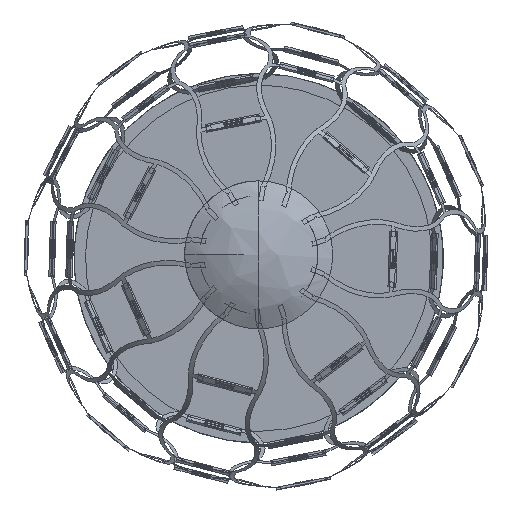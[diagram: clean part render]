
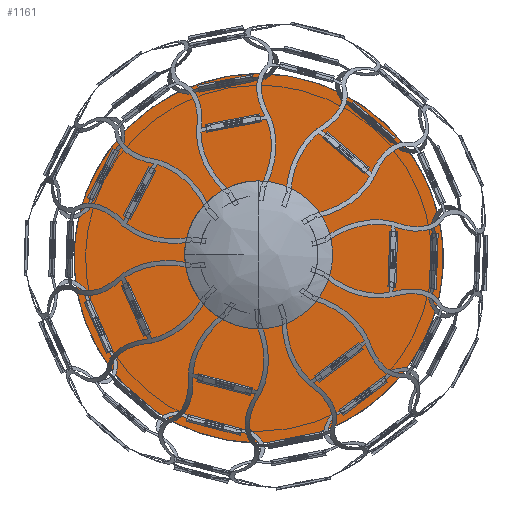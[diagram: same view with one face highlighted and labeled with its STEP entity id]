
A CAD part, top view. The second image highlights one B-rep face of the part: STEP entity #1161.
In plain terms, the highlighted planar face has unit normal (0, 0, 1).
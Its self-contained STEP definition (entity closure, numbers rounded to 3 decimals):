
#112=FACE_BOUND('',#2831,.T.);
#117=PLANE('',#14468);
#1161=ADVANCED_FACE('',(#1995,#112),#117,.T.);
#1995=FACE_OUTER_BOUND('',#2830,.T.);
#2830=EDGE_LOOP('',(#4317,#4318));
#2831=EDGE_LOOP('',(#4319,#4320));
#4317=ORIENTED_EDGE('',*,*,#8199,.F.);
#4318=ORIENTED_EDGE('',*,*,#8202,.F.);
#4319=ORIENTED_EDGE('',*,*,#8208,.F.);
#4320=ORIENTED_EDGE('',*,*,#8206,.F.);
#8199=EDGE_CURVE('',#13128,#13127,#10097,.T.);
#8202=EDGE_CURVE('',#13127,#13128,#10100,.T.);
#8206=EDGE_CURVE('',#13130,#13129,#10102,.T.);
#8208=EDGE_CURVE('',#13129,#13130,#10104,.T.);
#10097=(
BOUNDED_CURVE()
B_SPLINE_CURVE(2,(#19864,#19865,#19866,#19867,#19868),.UNSPECIFIED.,.F.,
 .F.)
B_SPLINE_CURVE_WITH_KNOTS((3,2,3),(-502.655,-251.327,
0.),.UNSPECIFIED.)
CURVE()
GEOMETRIC_REPRESENTATION_ITEM()
RATIONAL_B_SPLINE_CURVE((1.,0.707,1.,0.707,1.))
REPRESENTATION_ITEM('')
);
#10100=(
BOUNDED_CURVE()
B_SPLINE_CURVE(2,(#19879,#19880,#19881,#19882,#19883),.UNSPECIFIED.,.F.,
 .F.)
B_SPLINE_CURVE_WITH_KNOTS((3,2,3),(0.,251.327,502.655),
 .UNSPECIFIED.)
CURVE()
GEOMETRIC_REPRESENTATION_ITEM()
RATIONAL_B_SPLINE_CURVE((1.,0.707,1.,0.707,1.))
REPRESENTATION_ITEM('')
);
#10102=(
BOUNDED_CURVE()
B_SPLINE_CURVE(2,(#19893,#19894,#19895,#19896,#19897),.UNSPECIFIED.,.F.,
 .F.)
B_SPLINE_CURVE_WITH_KNOTS((3,2,3),(-59.69,-29.845,0.),
 .UNSPECIFIED.)
CURVE()
GEOMETRIC_REPRESENTATION_ITEM()
RATIONAL_B_SPLINE_CURVE((1.,0.707,1.,0.707,1.))
REPRESENTATION_ITEM('')
);
#10104=(
BOUNDED_CURVE()
B_SPLINE_CURVE(2,(#19903,#19904,#19905,#19906,#19907),.UNSPECIFIED.,.F.,
 .F.)
B_SPLINE_CURVE_WITH_KNOTS((3,2,3),(0.,29.845,59.69),
 .UNSPECIFIED.)
CURVE()
GEOMETRIC_REPRESENTATION_ITEM()
RATIONAL_B_SPLINE_CURVE((1.,0.707,1.,0.707,1.))
REPRESENTATION_ITEM('')
);
#13127=VERTEX_POINT('',#19826);
#13128=VERTEX_POINT('',#19827);
#13129=VERTEX_POINT('',#19828);
#13130=VERTEX_POINT('',#19829);
#14468=AXIS2_PLACEMENT_3D('',#19711,#15261,$);
#15261=DIRECTION('',(0.,0.,1.));
#19711=CARTESIAN_POINT('',(-194.28,-194.28,-1514.209));
#19826=CARTESIAN_POINT('',(0.,160.,-1514.209));
#19827=CARTESIAN_POINT('',(0.,-160.,-1514.209));
#19828=CARTESIAN_POINT('',(0.,19.,-1514.209));
#19829=CARTESIAN_POINT('',(0.,-19.,-1514.209));
#19864=CARTESIAN_POINT('',(0.,-160.,-1514.209));
#19865=CARTESIAN_POINT('',(-160.,-160.,-1514.209));
#19866=CARTESIAN_POINT('',(-160.,0.,-1514.209));
#19867=CARTESIAN_POINT('',(-160.,160.,-1514.209));
#19868=CARTESIAN_POINT('',(0.,160.,-1514.209));
#19879=CARTESIAN_POINT('',(0.,160.,-1514.209));
#19880=CARTESIAN_POINT('',(160.,160.,-1514.209));
#19881=CARTESIAN_POINT('',(160.,0.,-1514.209));
#19882=CARTESIAN_POINT('',(160.,-160.,-1514.209));
#19883=CARTESIAN_POINT('',(0.,-160.,-1514.209));
#19893=CARTESIAN_POINT('',(0.,-19.,-1514.209));
#19894=CARTESIAN_POINT('',(19.,-19.,-1514.209));
#19895=CARTESIAN_POINT('',(19.,0.,-1514.209));
#19896=CARTESIAN_POINT('',(19.,19.,-1514.209));
#19897=CARTESIAN_POINT('',(0.,19.,-1514.209));
#19903=CARTESIAN_POINT('',(0.,19.,-1514.209));
#19904=CARTESIAN_POINT('',(-19.,19.,-1514.209));
#19905=CARTESIAN_POINT('',(-19.,0.,-1514.209));
#19906=CARTESIAN_POINT('',(-19.,-19.,-1514.209));
#19907=CARTESIAN_POINT('',(0.,-19.,-1514.209));
